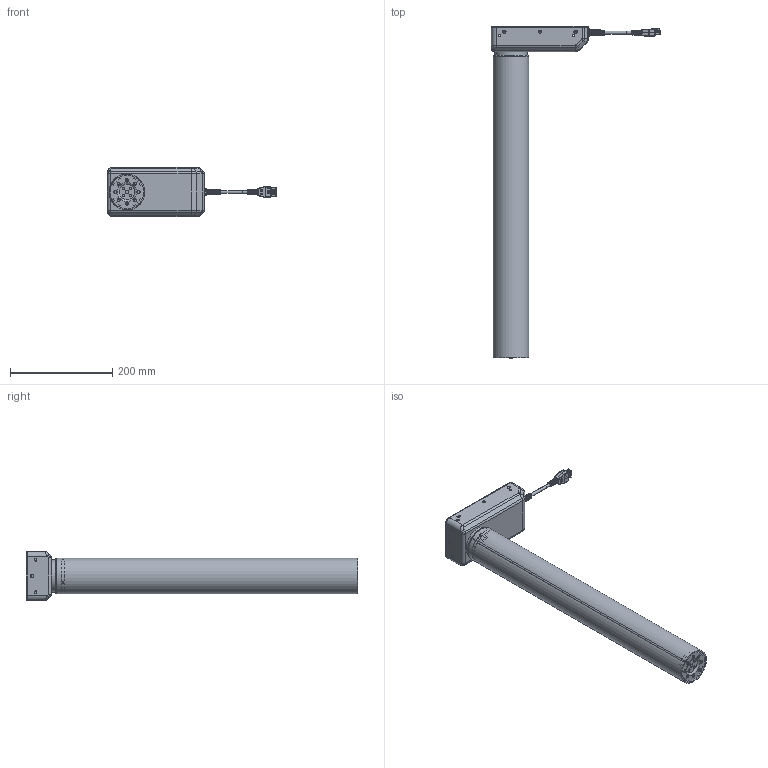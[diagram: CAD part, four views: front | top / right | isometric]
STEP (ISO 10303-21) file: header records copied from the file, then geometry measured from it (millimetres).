
FILE_DESCRIPTION(/* description */ (''),/* implementation_level */ '2;1');
FILE_NAME(/* name */ 'DD441.2.stp',/* time_stamp */ '2021-03-05T15:12:34+01:00',/* author */ (''),/* organization */ (''),/* preprocessor_version */ 'ST-DEVELOPER v16.7',/* originating_system */ 'SIEMENS PLM Software NX 12.0',/* authorisation */ '');
FILE_SCHEMA (('AUTOMOTIVE_DESIGN { 1 0 10303 214 3 1 1 1 }'));
Length unit declared in the file: millimetre
Products named in the file (3): DD441.2P02; DD441.2P01; DD441.2
Assembly tree (2 placements, depth 2):
  DD441.2
    DD441.2P01
    DD441.2P02
Bounding box: 331.1 x 650 x 96 mm (x, y, z)
Volume: 647936.7 mm3; surface area: 651255.1 mm2
Topology: 7 solids, 12 shells, 2437 faces, 6315 edges, 4039 vertices
Faces by surface type: plane 1622, cylinder 418, cone 190, bspline 173, torus 28, sphere 4, extrusion 2
Full cylindrical faces by diameter (mm): 4.2 x2, 4.8 x6, 5 x12, 5.6 x3, 5.8 x3, 7 x1, 26 x1, 30 x1, 34 x1, 59.5 x1, 63.5 x1, 63.8 x1, 65.8 x1, 68 x1, 70 x2
Entity records: 80953 total; most frequent: CARTESIAN_POINT 22418, ORIENTED_EDGE 12394, DIRECTION 11415, EDGE_CURVE 6197, VECTOR 4315, LINE 4313, VERTEX_POINT 3995, AXIS2_PLACEMENT_3D 3550
